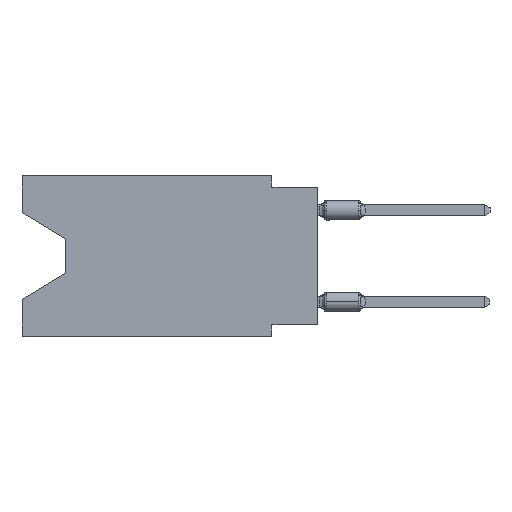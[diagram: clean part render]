
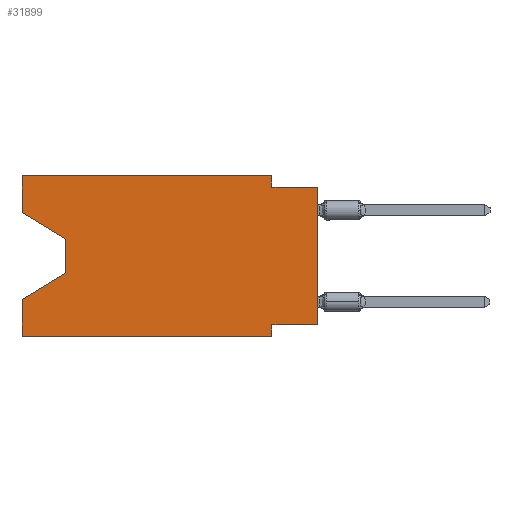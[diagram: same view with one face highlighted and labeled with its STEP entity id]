
A CAD part, left-side view. The second image highlights one B-rep face of the part: STEP entity #31899.
In plain terms, the highlighted planar face has unit normal (-1, 0, 0).
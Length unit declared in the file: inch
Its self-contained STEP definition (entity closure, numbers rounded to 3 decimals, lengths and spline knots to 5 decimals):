
#46 = EDGE_CURVE ( 'NONE', #26416, #25943, #54179, .T. ) ;
#261 = VERTEX_POINT ( 'NONE', #28041 ) ;
#380 = VECTOR ( 'NONE', #15136, 39.37008 ) ;
#598 = EDGE_CURVE ( 'NONE', #26416, #45025, #26346, .T. ) ;
#918 = EDGE_CURVE ( 'NONE', #25943, #35795, #1489, .T. ) ;
#1075 = EDGE_CURVE ( 'NONE', #28091, #52851, #21328, .T. ) ;
#1489 = LINE ( 'NONE', #39405, #42794 ) ;
#3468 = ORIENTED_EDGE ( 'NONE', *, *, #918, .F. ) ;
#3615 = VERTEX_POINT ( 'NONE', #47895 ) ;
#4040 = CARTESIAN_POINT ( 'NONE',  ( 0., 0., -0.025 ) ) ;
#6126 = ORIENTED_EDGE ( 'NONE', *, *, #1075, .T. ) ;
#6538 = LINE ( 'NONE', #35566, #380 ) ;
#6992 = ORIENTED_EDGE ( 'NONE', *, *, #52765, .T. ) ;
#7803 = DIRECTION ( 'NONE',  ( 1., 0., 0. ) ) ;
#8418 = CARTESIAN_POINT ( 'NONE',  ( 0., 0.1, -0.325 ) ) ;
#8530 = CARTESIAN_POINT ( 'NONE',  ( 0., 0., -0.325 ) ) ;
#9229 = VECTOR ( 'NONE', #38178, 39.37008 ) ;
#10331 = EDGE_CURVE ( 'NONE', #34732, #45251, #6538, .T. ) ;
#10410 = EDGE_CURVE ( 'NONE', #261, #35795, #23433, .T. ) ;
#10458 = CARTESIAN_POINT ( 'NONE',  ( 0., 0.1, -0.35 ) ) ;
#12661 = ORIENTED_EDGE ( 'NONE', *, *, #32265, .F. ) ;
#13065 = CARTESIAN_POINT ( 'NONE',  ( 0., 0., -0.325 ) ) ;
#13385 = EDGE_LOOP ( 'NONE', ( #23907, #6992, #6126, #52254, #25853, #3468, #53372, #20486, #12661, #18229, #40455, #38894 ) ) ;
#13498 = CARTESIAN_POINT ( 'NONE',  ( 0., 0.645, -0.26975 ) ) ;
#14868 = CARTESIAN_POINT ( 'NONE',  ( 0., 0.645, -0.35 ) ) ;
#15136 = DIRECTION ( 'NONE',  ( 0., 0., 1. ) ) ;
#15342 = CARTESIAN_POINT ( 'NONE',  ( 0., 0.645, 0. ) ) ;
#17174 = CARTESIAN_POINT ( 'NONE',  ( 0., 0.55, -0.212 ) ) ;
#17391 = EDGE_CURVE ( 'NONE', #34732, #3615, #33725, .T. ) ;
#17418 = DIRECTION ( 'NONE',  ( 0., 0., -1. ) ) ;
#18118 = DIRECTION ( 'NONE',  ( 0., 0., -1. ) ) ;
#18229 = ORIENTED_EDGE ( 'NONE', *, *, #28089, .F. ) ;
#19272 = DIRECTION ( 'NONE',  ( 0., -1., 0. ) ) ;
#20386 = CARTESIAN_POINT ( 'NONE',  ( 0., 0.55, -0.212 ) ) ;
#20486 = ORIENTED_EDGE ( 'NONE', *, *, #598, .T. ) ;
#21328 = LINE ( 'NONE', #17174, #9229 ) ;
#22042 = LINE ( 'NONE', #29232, #51509 ) ;
#23433 = LINE ( 'NONE', #14868, #44545 ) ;
#23521 = CARTESIAN_POINT ( 'NONE',  ( 0., 0.1, 0. ) ) ;
#23907 = ORIENTED_EDGE ( 'NONE', *, *, #17391, .T. ) ;
#24197 = CARTESIAN_POINT ( 'NONE',  ( 0., 0.645, -0.08025 ) ) ;
#24790 = CARTESIAN_POINT ( 'NONE',  ( 0., 0.1, 0. ) ) ;
#25853 = ORIENTED_EDGE ( 'NONE', *, *, #10410, .T. ) ;
#25943 = VERTEX_POINT ( 'NONE', #8418 ) ;
#26245 = CARTESIAN_POINT ( 'NONE',  ( 0., 0.645, 0. ) ) ;
#26346 = LINE ( 'NONE', #34914, #51579 ) ;
#26416 = VERTEX_POINT ( 'NONE', #13065 ) ;
#27669 = AXIS2_PLACEMENT_3D ( 'NONE', #26245, #7803, #17418 ) ;
#28041 = CARTESIAN_POINT ( 'NONE',  ( 0., 0.645, -0.35 ) ) ;
#28089 = EDGE_CURVE ( 'NONE', #43802, #53418, #46077, .T. ) ;
#28091 = VERTEX_POINT ( 'NONE', #20386 ) ;
#28885 = LINE ( 'NONE', #33557, #35659 ) ;
#29232 = CARTESIAN_POINT ( 'NONE',  ( 0., 0., -0.025 ) ) ;
#30073 = VECTOR ( 'NONE', #38913, 39.37008 ) ;
#30342 = CARTESIAN_POINT ( 'NONE',  ( 0., 0.55, -0.138 ) ) ;
#31899 = ADVANCED_FACE ( 'NONE', ( #32965 ), #45689, .F. ) ;
#32183 = DIRECTION ( 'NONE',  ( 0., 0., 1. ) ) ;
#32265 = EDGE_CURVE ( 'NONE', #53418, #45025, #22042, .T. ) ;
#32723 = LINE ( 'NONE', #15342, #36252 ) ;
#32965 = FACE_OUTER_BOUND ( 'NONE', #13385, .T. ) ;
#33451 = CARTESIAN_POINT ( 'NONE',  ( 0., 0.645, -0.08025 ) ) ;
#33557 = CARTESIAN_POINT ( 'NONE',  ( 0., 0.645, 0. ) ) ;
#33725 = LINE ( 'NONE', #33451, #40260 ) ;
#34625 = EDGE_CURVE ( 'NONE', #45251, #43802, #28885, .T. ) ;
#34732 = VERTEX_POINT ( 'NONE', #24197 ) ;
#34914 = CARTESIAN_POINT ( 'NONE',  ( 0., 0., 0. ) ) ;
#35566 = CARTESIAN_POINT ( 'NONE',  ( 0., 0.645, 0. ) ) ;
#35659 = VECTOR ( 'NONE', #37452, 39.37008 ) ;
#35795 = VERTEX_POINT ( 'NONE', #10458 ) ;
#36252 = VECTOR ( 'NONE', #32183, 39.37008 ) ;
#36888 = CARTESIAN_POINT ( 'NONE',  ( 0., 0.645, 0. ) ) ;
#37452 = DIRECTION ( 'NONE',  ( 0., -1., 0. ) ) ;
#38178 = DIRECTION ( 'NONE',  ( 0., 0.855, -0.519 ) ) ;
#38843 = VECTOR ( 'NONE', #53289, 39.37008 ) ;
#38894 = ORIENTED_EDGE ( 'NONE', *, *, #10331, .F. ) ;
#38913 = DIRECTION ( 'NONE',  ( 0., 0., -1. ) ) ;
#39405 = CARTESIAN_POINT ( 'NONE',  ( 0., 0.1, -0.35 ) ) ;
#40260 = VECTOR ( 'NONE', #50609, 39.37008 ) ;
#40455 = ORIENTED_EDGE ( 'NONE', *, *, #34625, .F. ) ;
#42794 = VECTOR ( 'NONE', #18118, 39.37008 ) ;
#43802 = VERTEX_POINT ( 'NONE', #23521 ) ;
#44297 = CARTESIAN_POINT ( 'NONE',  ( 0., 0.1, -0.025 ) ) ;
#44485 = VECTOR ( 'NONE', #50296, 39.37008 ) ;
#44545 = VECTOR ( 'NONE', #19272, 39.37008 ) ;
#45025 = VERTEX_POINT ( 'NONE', #4040 ) ;
#45251 = VERTEX_POINT ( 'NONE', #36888 ) ;
#45689 = PLANE ( 'NONE',  #27669 ) ;
#46077 = LINE ( 'NONE', #24790, #38843 ) ;
#46102 = DIRECTION ( 'NONE',  ( 0., -1., 0. ) ) ;
#46927 = LINE ( 'NONE', #30342, #30073 ) ;
#47895 = CARTESIAN_POINT ( 'NONE',  ( 0., 0.55, -0.138 ) ) ;
#50296 = DIRECTION ( 'NONE',  ( 0., 1., 0. ) ) ;
#50609 = DIRECTION ( 'NONE',  ( 0., -0.855, -0.519 ) ) ;
#51509 = VECTOR ( 'NONE', #46102, 39.37008 ) ;
#51579 = VECTOR ( 'NONE', #51786, 39.37008 ) ;
#51786 = DIRECTION ( 'NONE',  ( 0., 0., 1. ) ) ;
#52254 = ORIENTED_EDGE ( 'NONE', *, *, #54714, .F. ) ;
#52765 = EDGE_CURVE ( 'NONE', #3615, #28091, #46927, .T. ) ;
#52851 = VERTEX_POINT ( 'NONE', #13498 ) ;
#53289 = DIRECTION ( 'NONE',  ( 0., 0., -1. ) ) ;
#53372 = ORIENTED_EDGE ( 'NONE', *, *, #46, .F. ) ;
#53418 = VERTEX_POINT ( 'NONE', #44297 ) ;
#54179 = LINE ( 'NONE', #8530, #44485 ) ;
#54714 = EDGE_CURVE ( 'NONE', #261, #52851, #32723, .T. ) ;
